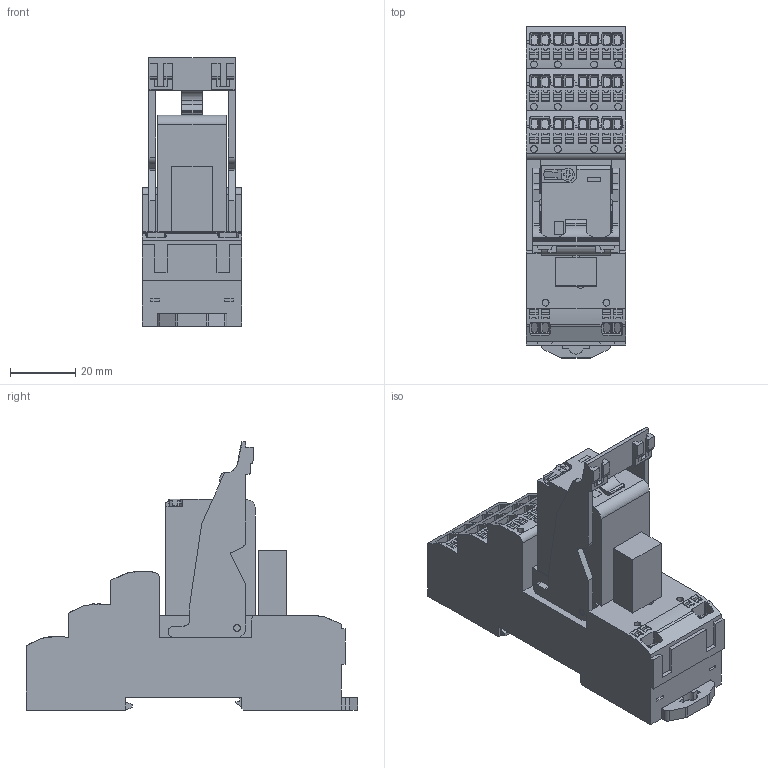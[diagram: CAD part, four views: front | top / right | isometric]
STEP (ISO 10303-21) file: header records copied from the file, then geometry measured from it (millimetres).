
FILE_DESCRIPTION(('CATIA V5R24 STEP','CAx-IF Rec.Pracs.--- Model Styling and Organization---1.2---2011-12-15'),'2;1');
FILE_NAME ('D1343177_1', '2018-10-01T11:53:04+00:00', ('Weidmueller Interface'), ('Weidmueller'), 'CATIA Version 5-6 Release 2014 SP4', 'CATIA V5 STEP AP214', 'none');
FILE_SCHEMA(('AUTOMOTIVE_DESIGN { 1 0 10303 214 1 1 1 1 }'));
Products named in the file (1): 2576140000
Bounding box: 30.6 x 101.8 x 82.3 mm (x, y, z)
Volume: 108339.9 mm3; surface area: 35802.4 mm2
Topology: 48 solids, 48 shells, 2008 faces, 6128 edges, 4286 vertices
Faces by surface type: plane 1587, cylinder 353, extrusion 68
Entity records: 74558 total; most frequent: CARTESIAN_POINT 19869, ORIENTED_EDGE 12256, DIRECTION 8683, EDGE_CURVE 6128, VECTOR 4648, LINE 4580, VERTEX_POINT 4286, AXIS2_PLACEMENT_3D 2342
